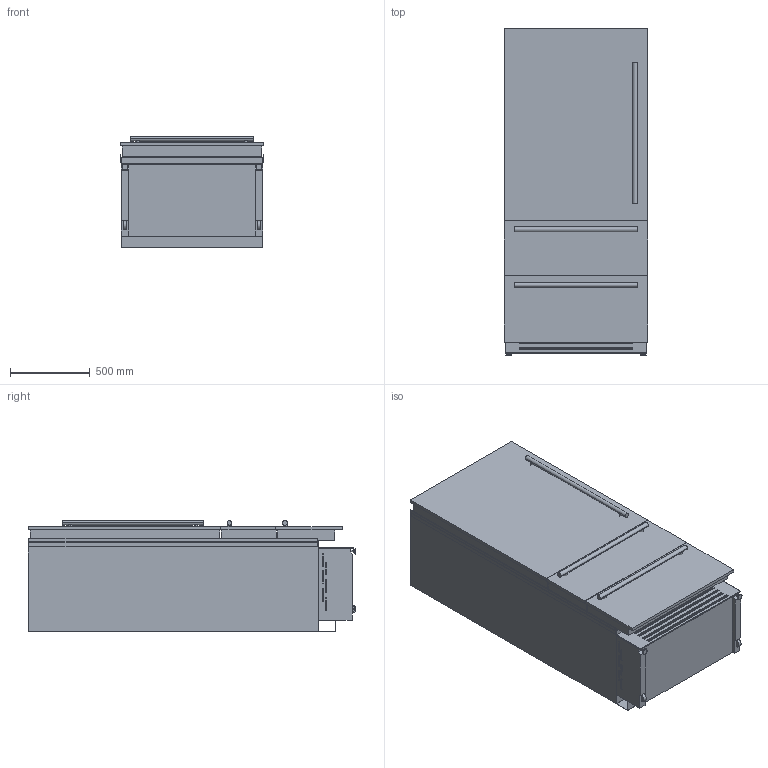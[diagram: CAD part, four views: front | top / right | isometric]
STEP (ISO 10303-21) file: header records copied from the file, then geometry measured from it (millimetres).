
FILE_DESCRIPTION (( 'STEP AP214' ), '1' );
FILE_NAME ('KS_899_0H_ST_6.STEP', '2017-07-07T09:35:11', ( '' ), ( '' ), 'SwSTEP 2.0', 'SolidWorks 2013', '' );
FILE_SCHEMA (( 'AUTOMOTIVE_DESIGN' ));
Length unit declared in the file: millimetre
Products named in the file (1): KS_899_0H_ST_6
Bounding box: 899 x 2050 x 694 mm (x, y, z)
Volume: 1123084871.2 mm3; surface area: 15948343.9 mm2
Topology: 10 solids, 10 shells, 379 faces, 949 edges, 624 vertices
Faces by surface type: plane 261, cylinder 102, torus 12, cone 4
Entity records: 11998 total; most frequent: CARTESIAN_POINT 2573, DIRECTION 1917, ORIENTED_EDGE 1898, EDGE_CURVE 949, LINE 717, VECTOR 717, VERTEX_POINT 624, AXIS2_PLACEMENT_3D 600
